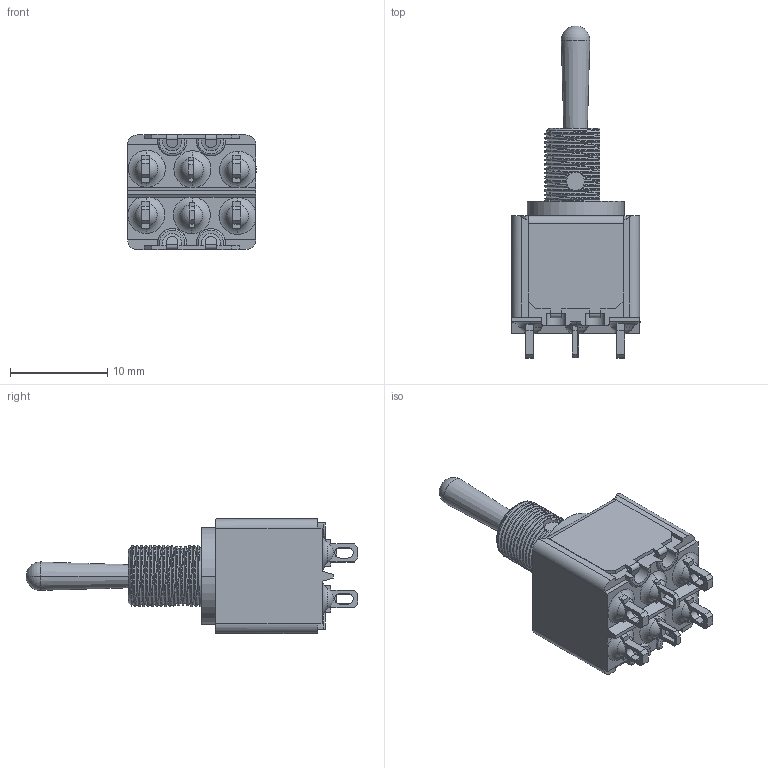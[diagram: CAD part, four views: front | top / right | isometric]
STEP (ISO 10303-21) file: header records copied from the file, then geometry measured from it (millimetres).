
FILE_DESCRIPTION((''),'2;1');
FILE_NAME('5648AGBX408','2011-06-22T',('rboyer'),(''),'PRO/ENGINEER BY PARAMETRIC TECHNOLOGY CORPORATION, 2009440','PRO/ENGINEER BY PARAMETRIC TECHNOLOGY CORPORATION, 2009440','');
FILE_SCHEMA(('CONFIG_CONTROL_DESIGN'));
Length unit declared in the file: millimetre
Products named in the file (1): 5648AGBX408
Bounding box: 13.29 x 34.2 x 11.85 mm (x, y, z)
Volume: 1194.8 mm3; surface area: 2717.1 mm2
Topology: 3 solids, 3 shells, 710 faces, 1976 edges, 1261 vertices
Faces by surface type: plane 433, cylinder 143, bspline 62, sphere 34, torus 20, cone 18
Entity records: 29728 total; most frequent: CARTESIAN_POINT 12284, ORIENTED_EDGE 3944, DIRECTION 3149, EDGE_CURVE 1972, VECTOR 1271, LINE 1271, VERTEX_POINT 1261, AXIS2_PLACEMENT_3D 939
